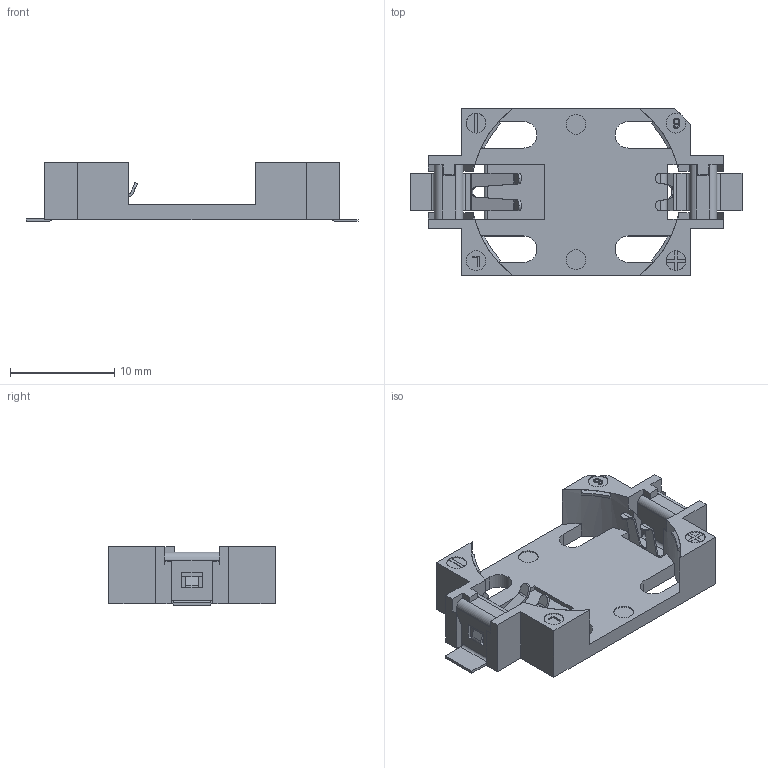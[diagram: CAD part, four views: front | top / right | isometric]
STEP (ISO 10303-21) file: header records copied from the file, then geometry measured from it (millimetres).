
FILE_DESCRIPTION(/* description */ ('Unknown'),/* implementation_level */ '2;1');
FILE_NAME(/* name */ 'A_Wurth_WA-BCPH_79527141',/* time_stamp */ '2026-01-07T14:58:32+08:00',/* author */ ('Unknown'),/* organization */ ('Unknown'),/* preprocessor_version */ 'ST-DEVELOPER v19.4',/* originating_system */ 'Solid Edge',/* authorisation */ 'Unknown');
FILE_SCHEMA (('AUTOMOTIVE_DESIGN {1 0 10303 214 3 1 1}'));
Length unit declared in the file: millimetre
Products named in the file (2): A_Wurth_WA-BCPH_79527141
Assembly tree (1 placements, depth 2):
  A_Wurth_WA-BCPH_79527141
    A_Wurth_WA-BCPH_79527141
Bounding box: 31.9 x 16 x 5.65 mm (x, y, z)
Volume: 796.6 mm3; surface area: 1652.3 mm2
Topology: 1 solids, 1 shells, 315 faces, 853 edges, 546 vertices
Faces by surface type: plane 237, cylinder 63, cone 8, bspline 7
Full cylindrical faces by diameter (mm): 1.4 x4, 1.9 x5
Entity records: 12110 total; most frequent: CARTESIAN_POINT 1900, ORIENTED_EDGE 1682, DIRECTION 1592, EDGE_CURVE 841, LINE 668, VECTOR 668, VERTEX_POINT 544, AXIS2_PLACEMENT_3D 462
